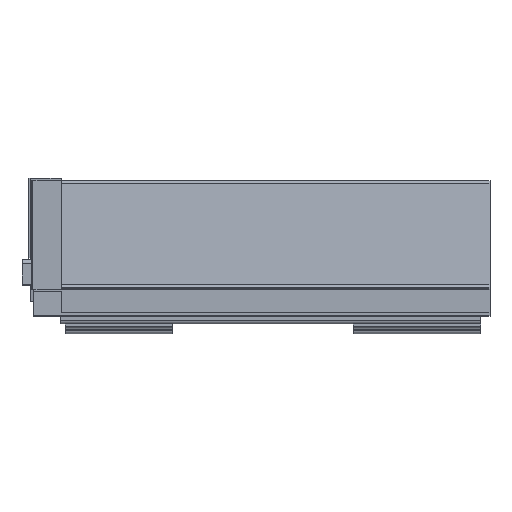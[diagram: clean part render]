
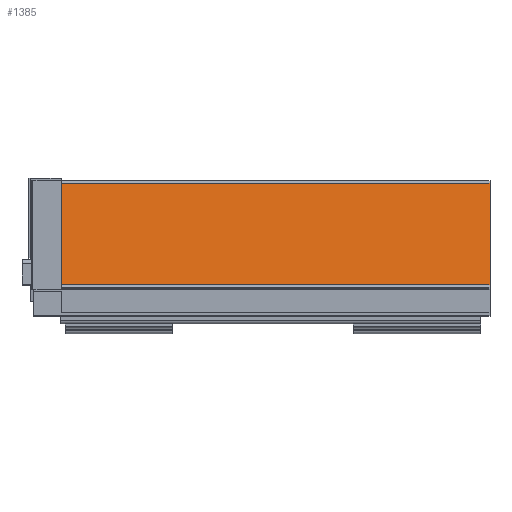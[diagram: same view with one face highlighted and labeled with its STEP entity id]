
A CAD part, top view. The second image highlights one B-rep face of the part: STEP entity #1385.
In plain terms, the highlighted planar face has unit normal (0, 0.139, 0.99).
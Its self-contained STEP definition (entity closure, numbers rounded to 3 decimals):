
#169 = ORIENTED_EDGE ( 'NONE', *, *, #427, .F. ) ;
#261 = EDGE_CURVE ( 'NONE', #7310, #5715, #7119, .T. ) ;
#413 = VERTEX_POINT ( 'NONE', #6560 ) ;
#427 = EDGE_CURVE ( 'NONE', #3988, #413, #3627, .T. ) ;
#965 = ORIENTED_EDGE ( 'NONE', *, *, #261, .T. ) ;
#1169 = CARTESIAN_POINT ( 'NONE',  ( -273.5, 10.222, 34.135 ) ) ;
#1385 = ADVANCED_FACE ( 'NONE', ( #4571 ), #7009, .T. ) ;
#1583 = EDGE_LOOP ( 'NONE', ( #7431, #965, #1618, #169 ) ) ;
#1618 = ORIENTED_EDGE ( 'NONE', *, *, #3546, .F. ) ;
#1807 = VECTOR ( 'NONE', #6660, 1000. ) ;
#2440 = DIRECTION ( 'NONE',  ( 0., 0.139, 0.99 ) ) ;
#2609 = LINE ( 'NONE', #8769, #6602 ) ;
#3216 = LINE ( 'NONE', #5500, #8786 ) ;
#3546 = EDGE_CURVE ( 'NONE', #413, #5715, #3216, .T. ) ;
#3627 = LINE ( 'NONE', #8938, #1807 ) ;
#3988 = VERTEX_POINT ( 'NONE', #7795 ) ;
#4049 = DIRECTION ( 'NONE',  ( 0., 0.99, -0.139 ) ) ;
#4119 = EDGE_CURVE ( 'NONE', #7310, #3988, #2609, .T. ) ;
#4461 = VECTOR ( 'NONE', #7878, 1000. ) ;
#4571 = FACE_OUTER_BOUND ( 'NONE', #1583, .T. ) ;
#5406 = CARTESIAN_POINT ( 'NONE',  ( -293., 75.024, 25.028 ) ) ;
#5500 = CARTESIAN_POINT ( 'NONE',  ( 0., 75.024, 25.028 ) ) ;
#5662 = CARTESIAN_POINT ( 'NONE',  ( 0., 10.222, 34.135 ) ) ;
#5715 = VERTEX_POINT ( 'NONE', #6822 ) ;
#5730 = AXIS2_PLACEMENT_3D ( 'NONE', #5406, #2440, #9301 ) ;
#6560 = CARTESIAN_POINT ( 'NONE',  ( 0., 75.024, 25.028 ) ) ;
#6602 = VECTOR ( 'NONE', #4049, 1000. ) ;
#6660 = DIRECTION ( 'NONE',  ( 1., 0., 0. ) ) ;
#6822 = CARTESIAN_POINT ( 'NONE',  ( 0., 10.222, 34.135 ) ) ;
#7009 = PLANE ( 'NONE',  #5730 ) ;
#7119 = LINE ( 'NONE', #5662, #4461 ) ;
#7310 = VERTEX_POINT ( 'NONE', #1169 ) ;
#7431 = ORIENTED_EDGE ( 'NONE', *, *, #4119, .F. ) ;
#7706 = DIRECTION ( 'NONE',  ( 0., -0.99, 0.139 ) ) ;
#7795 = CARTESIAN_POINT ( 'NONE',  ( -273.5, 75.024, 25.028 ) ) ;
#7878 = DIRECTION ( 'NONE',  ( 1., 0., 0. ) ) ;
#8769 = CARTESIAN_POINT ( 'NONE',  ( -273.5, 75.024, 25.028 ) ) ;
#8786 = VECTOR ( 'NONE', #7706, 1000. ) ;
#8938 = CARTESIAN_POINT ( 'NONE',  ( -293., 75.024, 25.028 ) ) ;
#9301 = DIRECTION ( 'NONE',  ( 0., -0.99, 0.139 ) ) ;
